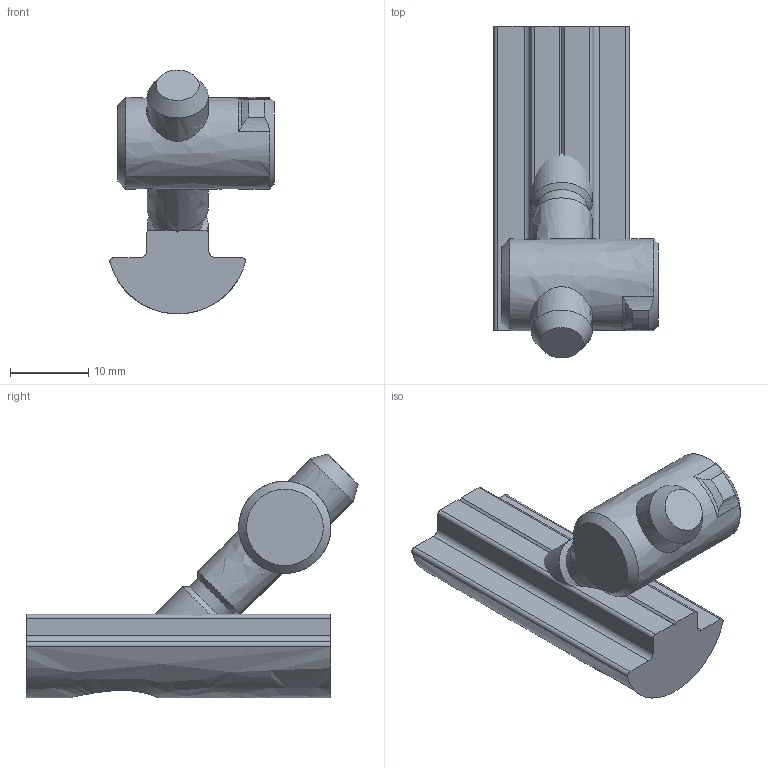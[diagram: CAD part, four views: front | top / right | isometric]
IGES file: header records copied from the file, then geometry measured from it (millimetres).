
Global section: file name: SV1151V_A; native system: Autodesk Inventor 2015; preprocessor: unknown; author: D. Wölk,; organization: 11; date: 20151130.164746; units: millimetre
Bounding box: 21.03 x 42.5 x 31.21 mm (x, y, z)
Volume: 7512.2 mm3; surface area: 4837.1 mm2
Topology: 4 solids, 4 shells, 61 faces, 167 edges, 114 vertices
Faces by surface type: bspline 61
